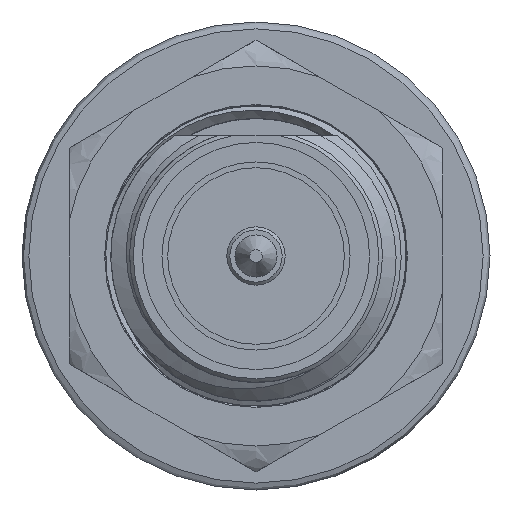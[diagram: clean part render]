
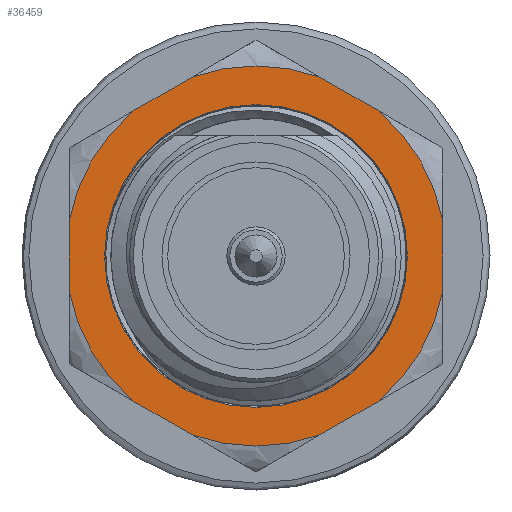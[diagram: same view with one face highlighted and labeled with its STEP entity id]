
A CAD part, front view. The second image highlights one B-rep face of the part: STEP entity #36459.
In plain terms, the highlighted planar face has unit normal (0, -1, 0).
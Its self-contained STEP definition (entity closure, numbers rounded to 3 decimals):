
#2049=PLANE('',#39598);
#7493=CIRCLE('',#39599,3.3);
#7494=CIRCLE('',#39600,4.142);
#7495=CIRCLE('',#39601,4.142);
#7496=CIRCLE('',#39602,4.142);
#7497=CIRCLE('',#39603,4.142);
#7498=CIRCLE('',#39604,4.142);
#7499=CIRCLE('',#39605,4.142);
#8627=ORIENTED_EDGE('',*,*,#20080,.T.);
#8628=ORIENTED_EDGE('',*,*,#20081,.F.);
#8629=ORIENTED_EDGE('',*,*,#20082,.T.);
#8630=ORIENTED_EDGE('',*,*,#20083,.F.);
#8631=ORIENTED_EDGE('',*,*,#20084,.T.);
#8632=ORIENTED_EDGE('',*,*,#20085,.F.);
#8633=ORIENTED_EDGE('',*,*,#20086,.T.);
#8634=ORIENTED_EDGE('',*,*,#20087,.F.);
#8635=ORIENTED_EDGE('',*,*,#20088,.T.);
#8636=ORIENTED_EDGE('',*,*,#20089,.F.);
#8637=ORIENTED_EDGE('',*,*,#20090,.T.);
#8638=ORIENTED_EDGE('',*,*,#20091,.F.);
#8639=ORIENTED_EDGE('',*,*,#20092,.T.);
#20080=EDGE_CURVE('',#25890,#25890,#7493,.F.);
#20081=EDGE_CURVE('',#25891,#25892,#7494,.F.);
#20082=EDGE_CURVE('',#25891,#25893,#28969,.T.);
#20083=EDGE_CURVE('',#25894,#25893,#7495,.F.);
#20084=EDGE_CURVE('',#25894,#25895,#28970,.T.);
#20085=EDGE_CURVE('',#25896,#25895,#7496,.F.);
#20086=EDGE_CURVE('',#25896,#25897,#28971,.T.);
#20087=EDGE_CURVE('',#25898,#25897,#7497,.F.);
#20088=EDGE_CURVE('',#25898,#25899,#28972,.T.);
#20089=EDGE_CURVE('',#25900,#25899,#7498,.F.);
#20090=EDGE_CURVE('',#25900,#25901,#28973,.T.);
#20091=EDGE_CURVE('',#25902,#25901,#7499,.F.);
#20092=EDGE_CURVE('',#25902,#25892,#28974,.T.);
#25890=VERTEX_POINT('',#57616);
#25891=VERTEX_POINT('',#57618);
#25892=VERTEX_POINT('',#57619);
#25893=VERTEX_POINT('',#57621);
#25894=VERTEX_POINT('',#57623);
#25895=VERTEX_POINT('',#57625);
#25896=VERTEX_POINT('',#57627);
#25897=VERTEX_POINT('',#57629);
#25898=VERTEX_POINT('',#57631);
#25899=VERTEX_POINT('',#57633);
#25900=VERTEX_POINT('',#57635);
#25901=VERTEX_POINT('',#57637);
#25902=VERTEX_POINT('',#57639);
#28969=LINE('',#57620,#29357);
#28970=LINE('',#57624,#29358);
#28971=LINE('',#57628,#29359);
#28972=LINE('',#57632,#29360);
#28973=LINE('',#57636,#29361);
#28974=LINE('',#57640,#29362);
#29357=VECTOR('',#41373,1000.);
#29358=VECTOR('',#41376,1000.);
#29359=VECTOR('',#41379,1000.);
#29360=VECTOR('',#41382,1000.);
#29361=VECTOR('',#41385,1000.);
#29362=VECTOR('',#41388,1000.);
#29799=EDGE_LOOP('',(#8627));
#29800=EDGE_LOOP('',(#8628,#8629,#8630,#8631,#8632,#8633,#8634,#8635,#8636,
#8637,#8638,#8639));
#32834=FACE_BOUND('',#29799,.T.);
#32835=FACE_BOUND('',#29800,.T.);
#36459=ADVANCED_FACE('',(#32834,#32835),#2049,.T.);
#39598=AXIS2_PLACEMENT_3D('',#57614,#41367,#41368);
#39599=AXIS2_PLACEMENT_3D('',#57615,#41369,#41370);
#39600=AXIS2_PLACEMENT_3D('',#57617,#41371,#41372);
#39601=AXIS2_PLACEMENT_3D('',#57622,#41374,#41375);
#39602=AXIS2_PLACEMENT_3D('',#57626,#41377,#41378);
#39603=AXIS2_PLACEMENT_3D('',#57630,#41380,#41381);
#39604=AXIS2_PLACEMENT_3D('',#57634,#41383,#41384);
#39605=AXIS2_PLACEMENT_3D('',#57638,#41386,#41387);
#41367=DIRECTION('',(0.,-1.,0.));
#41368=DIRECTION('',(1.,0.,0.));
#41369=DIRECTION('',(0.,-1.,0.));
#41370=DIRECTION('',(1.,0.,0.));
#41371=DIRECTION('',(0.,-1.,0.));
#41372=DIRECTION('',(1.,0.,0.));
#41373=DIRECTION('',(0.,0.,1.));
#41374=DIRECTION('',(0.,-1.,0.));
#41375=DIRECTION('',(1.,0.,0.));
#41376=DIRECTION('',(-0.866,0.,0.5));
#41377=DIRECTION('',(0.,-1.,0.));
#41378=DIRECTION('',(1.,0.,0.));
#41379=DIRECTION('',(-0.866,0.,-0.5));
#41380=DIRECTION('',(0.,-1.,0.));
#41381=DIRECTION('',(1.,0.,0.));
#41382=DIRECTION('',(0.,0.,-1.));
#41383=DIRECTION('',(0.,-1.,0.));
#41384=DIRECTION('',(1.,0.,0.));
#41385=DIRECTION('',(0.866,0.,-0.5));
#41386=DIRECTION('',(0.,-1.,0.));
#41387=DIRECTION('',(1.,0.,0.));
#41388=DIRECTION('',(0.866,0.,0.5));
#57614=CARTESIAN_POINT('',(0.,-74.7,0.));
#57615=CARTESIAN_POINT('',(0.,-74.7,0.));
#57616=CARTESIAN_POINT('',(3.3,-74.7,0.));
#57617=CARTESIAN_POINT('',(0.,-74.7,0.));
#57618=CARTESIAN_POINT('',(4.075,-74.7,-0.744));
#57619=CARTESIAN_POINT('',(2.682,-74.7,-3.157));
#57620=CARTESIAN_POINT('',(4.075,-74.7,-2.353));
#57621=CARTESIAN_POINT('',(4.075,-74.7,0.744));
#57622=CARTESIAN_POINT('',(0.,-74.7,0.));
#57623=CARTESIAN_POINT('',(2.682,-74.7,3.157));
#57624=CARTESIAN_POINT('',(4.075,-74.7,2.353));
#57625=CARTESIAN_POINT('',(1.393,-74.7,3.901));
#57626=CARTESIAN_POINT('',(0.,-74.7,0.));
#57627=CARTESIAN_POINT('',(-1.393,-74.7,3.901));
#57628=CARTESIAN_POINT('',(0.,-74.7,4.705));
#57629=CARTESIAN_POINT('',(-2.682,-74.7,3.157));
#57630=CARTESIAN_POINT('',(0.,-74.7,0.));
#57631=CARTESIAN_POINT('',(-4.075,-74.7,0.744));
#57632=CARTESIAN_POINT('',(-4.075,-74.7,2.353));
#57633=CARTESIAN_POINT('',(-4.075,-74.7,-0.744));
#57634=CARTESIAN_POINT('',(0.,-74.7,0.));
#57635=CARTESIAN_POINT('',(-2.682,-74.7,-3.157));
#57636=CARTESIAN_POINT('',(-4.075,-74.7,-2.353));
#57637=CARTESIAN_POINT('',(-1.393,-74.7,-3.901));
#57638=CARTESIAN_POINT('',(0.,-74.7,0.));
#57639=CARTESIAN_POINT('',(1.393,-74.7,-3.901));
#57640=CARTESIAN_POINT('',(0.,-74.7,-4.705));
